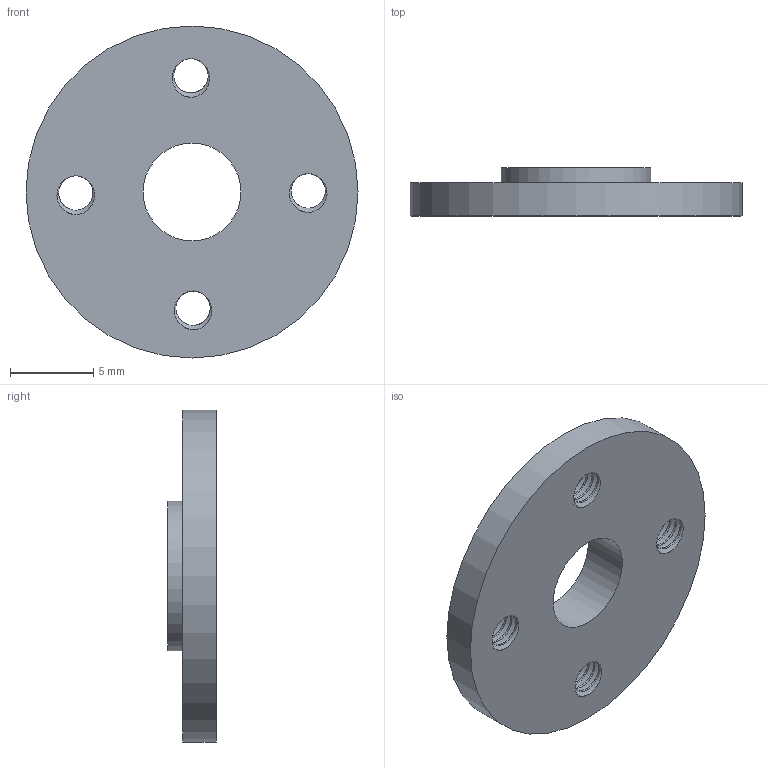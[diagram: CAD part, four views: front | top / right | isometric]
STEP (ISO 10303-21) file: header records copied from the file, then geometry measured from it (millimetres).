
FILE_DESCRIPTION(/* description */ (''),/* implementation_level */ '2;1');
FILE_NAME(/* name */ 'Wheel_v1.step',/* time_stamp */ '2025-04-08T13:44:31-04:00',/* author */ (''),/* organization */ (''),/* preprocessor_version */ 'ST-DEVELOPER v20.1',/* originating_system */ 'Autodesk Translation Framework v14.4.0.0',/* authorisation */ '');
FILE_SCHEMA (('AUTOMOTIVE_DESIGN { 1 0 10303 214 3 1 1 }'));
Length unit declared in the file: millimetre
Products named in the file (1): Wheel
Bounding box: 20 x 2.9 x 20 mm (x, y, z)
Volume: 573.4 mm3; surface area: 840.8 mm2
Topology: 1 solids, 1 shells, 58 faces, 165 edges, 110 vertices
Faces by surface type: cylinder 47, bspline 8, plane 3
Full cylindrical faces by diameter (mm): 2.075 x8, 2.58 x4, 5.9 x1, 9 x1, 20 x1
Entity records: 5123 total; most frequent: CARTESIAN_POINT 3758, ORIENTED_EDGE 330, DIRECTION 185, EDGE_CURVE 165, VERTEX_POINT 110, B_SPLINE_CURVE_WITH_KNOTS 104, AXIS2_PLACEMENT_3D 73, EDGE_LOOP 69
